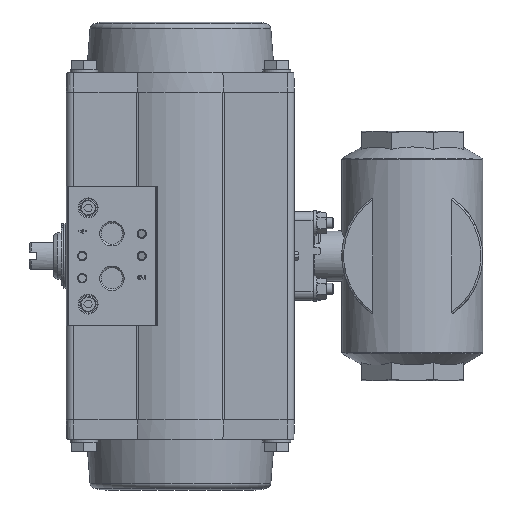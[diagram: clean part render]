
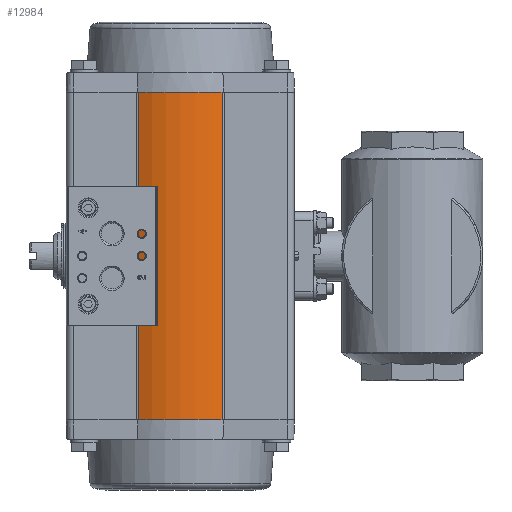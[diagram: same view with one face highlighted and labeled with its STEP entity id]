
A CAD part, left-side view. The second image highlights one B-rep face of the part: STEP entity #12984.
In plain terms, the highlighted cylindrical face has radius 51 mm (diameter 102 mm), a partial arc.
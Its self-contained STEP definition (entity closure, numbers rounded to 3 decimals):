
#1700=LINE('',#21794,#2475);
#1701=LINE('',#21798,#2476);
#2475=VECTOR('',#16994,1000.);
#2476=VECTOR('',#17001,1000.);
#4527=ORIENTED_EDGE('',*,*,#7446,.T.);
#4528=ORIENTED_EDGE('',*,*,#7445,.F.);
#4529=ORIENTED_EDGE('',*,*,#7447,.F.);
#4530=ORIENTED_EDGE('',*,*,#7448,.T.);
#7445=EDGE_CURVE('',#8643,#8611,#1700,.T.);
#7446=EDGE_CURVE('',#8607,#8611,#9828,.T.);
#7447=EDGE_CURVE('',#8638,#8643,#9829,.T.);
#7448=EDGE_CURVE('',#8638,#8607,#1701,.T.);
#8607=VERTEX_POINT('',#20557);
#8611=VERTEX_POINT('',#20565);
#8638=VERTEX_POINT('',#20656);
#8643=VERTEX_POINT('',#20666);
#9828=CIRCLE('',#14285,51.);
#9829=CIRCLE('',#14286,51.);
#10632=EDGE_LOOP('',(#4527,#4528,#4529,#4530));
#11755=FACE_BOUND('',#10632,.T.);
#12520=CYLINDRICAL_SURFACE('',#14284,51.);
#12984=ADVANCED_FACE('',(#11755),#12520,.T.);
#14284=AXIS2_PLACEMENT_3D('',#21795,#16995,#16996);
#14285=AXIS2_PLACEMENT_3D('',#21796,#16997,#16998);
#14286=AXIS2_PLACEMENT_3D('',#21797,#16999,#17000);
#16994=DIRECTION('',(0.,0.,-1.));
#16995=DIRECTION('',(0.,0.,-1.));
#16996=DIRECTION('',(-1.,0.,0.));
#16997=DIRECTION('',(0.,0.,1.));
#16998=DIRECTION('',(1.,0.,0.));
#16999=DIRECTION('',(0.,0.,1.));
#17000=DIRECTION('',(1.,0.,0.));
#17001=DIRECTION('',(0.,0.,-1.));
#20557=CARTESIAN_POINT('',(45.806,-22.424,-88.35));
#20565=CARTESIAN_POINT('',(45.806,22.424,-88.35));
#20656=CARTESIAN_POINT('',(45.806,-22.424,88.35));
#20666=CARTESIAN_POINT('',(45.806,22.424,88.35));
#21794=CARTESIAN_POINT('',(45.806,22.424,88.35));
#21795=CARTESIAN_POINT('',(0.,0.,88.35));
#21796=CARTESIAN_POINT('',(0.,0.,-88.35));
#21797=CARTESIAN_POINT('',(0.,0.,88.35));
#21798=CARTESIAN_POINT('',(45.806,-22.424,88.35));
